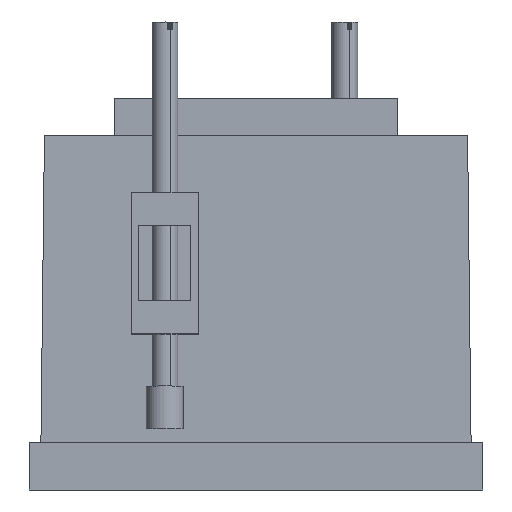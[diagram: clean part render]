
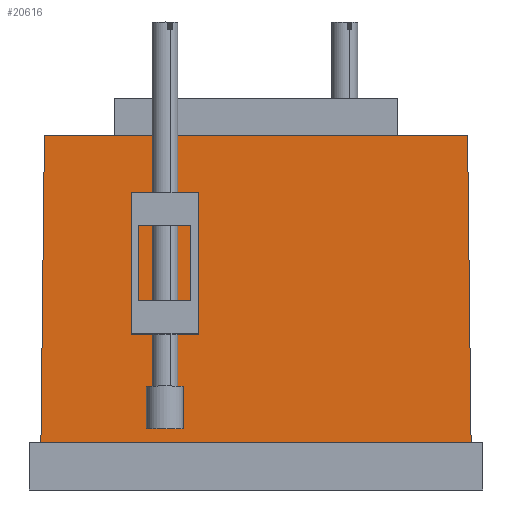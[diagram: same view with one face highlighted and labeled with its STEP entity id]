
A CAD part, left-side view. The second image highlights one B-rep face of the part: STEP entity #20616.
In plain terms, the highlighted planar face has unit normal (-1, 0, 0.011).
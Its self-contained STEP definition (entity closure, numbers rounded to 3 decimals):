
#63 = FACE_BOUND ( 'NONE', #16135, .T. ) ;
#131 = CARTESIAN_POINT ( 'NONE',  ( -45.149, 44.75, -35.1 ) ) ;
#323 = ORIENTED_EDGE ( 'NONE', *, *, #6128, .F. ) ;
#419 = VECTOR ( 'NONE', #10504, 1000. ) ;
#486 = CARTESIAN_POINT ( 'NONE',  ( -44.967, 44.75, -19.1 ) ) ;
#759 = CARTESIAN_POINT ( 'NONE',  ( -44.75, 21., 0. ) ) ;
#1089 = CARTESIAN_POINT ( 'NONE',  ( -45.149, 17., -35.1 ) ) ;
#1588 = CARTESIAN_POINT ( 'NONE',  ( -45.228, 17., -42.1 ) ) ;
#2050 = CARTESIAN_POINT ( 'NONE',  ( -45.489, -44.75, -65. ) ) ;
#2315 = EDGE_CURVE ( 'NONE', #16007, #13508, #19240, .T. ) ;
#2524 = CARTESIAN_POINT ( 'NONE',  ( -44.887, 17., -12.1 ) ) ;
#2684 = VECTOR ( 'NONE', #8980, 1000. ) ;
#3238 = VECTOR ( 'NONE', #13010, 1000. ) ;
#3698 = CARTESIAN_POINT ( 'NONE',  ( -44.75, 17., 0. ) ) ;
#3787 = LINE ( 'NONE', #11245, #3238 ) ;
#4098 = VERTEX_POINT ( 'NONE', #16409 ) ;
#4113 = ORIENTED_EDGE ( 'NONE', *, *, #9505, .T. ) ;
#4150 = VERTEX_POINT ( 'NONE', #1089 ) ;
#4164 = VERTEX_POINT ( 'NONE', #15086 ) ;
#4181 = FACE_OUTER_BOUND ( 'NONE', #5920, .T. ) ;
#4257 = LINE ( 'NONE', #5277, #419 ) ;
#4628 = CARTESIAN_POINT ( 'NONE',  ( -45.489, 45.489, -65. ) ) ;
#5277 = CARTESIAN_POINT ( 'NONE',  ( -44.75, 17., 0. ) ) ;
#5697 = EDGE_CURVE ( 'NONE', #16491, #12234, #6355, .T. ) ;
#5919 = VECTOR ( 'NONE', #16782, 1000. ) ;
#5920 = EDGE_LOOP ( 'NONE', ( #13039, #16341, #20472, #4113 ) ) ;
#6012 = CARTESIAN_POINT ( 'NONE',  ( -44.887, 21., -12.1 ) ) ;
#6126 = VERTEX_POINT ( 'NONE', #19720 ) ;
#6128 = EDGE_CURVE ( 'NONE', #20938, #4164, #22579, .T. ) ;
#6355 = LINE ( 'NONE', #21439, #20941 ) ;
#6375 = DIRECTION ( 'NONE',  ( 0.011, 0.011, 1. ) ) ;
#6616 = VECTOR ( 'NONE', #16088, 1000. ) ;
#6976 = CARTESIAN_POINT ( 'NONE',  ( -44.967, 21., -19.1 ) ) ;
#7430 = ORIENTED_EDGE ( 'NONE', *, *, #20676, .F. ) ;
#8127 = CARTESIAN_POINT ( 'NONE',  ( -44.738, -44.738, 1.017 ) ) ;
#8724 = EDGE_CURVE ( 'NONE', #12234, #19730, #3787, .T. ) ;
#8899 = DIRECTION ( 'NONE',  ( 0., -1., 0. ) ) ;
#8912 = LINE ( 'NONE', #18487, #5919 ) ;
#8980 = DIRECTION ( 'NONE',  ( 0., -1., 0. ) ) ;
#9102 = EDGE_CURVE ( 'NONE', #16491, #4098, #14180, .T. ) ;
#9505 = EDGE_CURVE ( 'NONE', #4098, #19730, #15900, .T. ) ;
#9589 = VECTOR ( 'NONE', #12428, 1000. ) ;
#9596 = ORIENTED_EDGE ( 'NONE', *, *, #16188, .F. ) ;
#9819 = EDGE_CURVE ( 'NONE', #4164, #16007, #17081, .T. ) ;
#10504 = DIRECTION ( 'NONE',  ( 0.011, 0., 1. ) ) ;
#10666 = DIRECTION ( 'NONE',  ( 0.011, 0., 1. ) ) ;
#10865 = VERTEX_POINT ( 'NONE', #11844 ) ;
#11003 = EDGE_CURVE ( 'NONE', #4150, #6126, #17840, .T. ) ;
#11082 = DIRECTION ( 'NONE',  ( -0.011, 0., -1. ) ) ;
#11245 = CARTESIAN_POINT ( 'NONE',  ( -44.75, 44.75, 0. ) ) ;
#11741 = ORIENTED_EDGE ( 'NONE', *, *, #9819, .F. ) ;
#11844 = CARTESIAN_POINT ( 'NONE',  ( -45.228, 21., -42.1 ) ) ;
#12234 = VERTEX_POINT ( 'NONE', #21061 ) ;
#12428 = DIRECTION ( 'NONE',  ( 0., 1., 0. ) ) ;
#12511 = CARTESIAN_POINT ( 'NONE',  ( -44.75, 44.75, 0. ) ) ;
#12594 = PLANE ( 'NONE',  #18638 ) ;
#12694 = FACE_BOUND ( 'NONE', #21855, .T. ) ;
#12789 = DIRECTION ( 'NONE',  ( 0.011, -0.011, 1. ) ) ;
#13010 = DIRECTION ( 'NONE',  ( 0., -1., 0. ) ) ;
#13039 = ORIENTED_EDGE ( 'NONE', *, *, #8724, .F. ) ;
#13046 = EDGE_CURVE ( 'NONE', #13508, #20938, #8912, .T. ) ;
#13132 = ORIENTED_EDGE ( 'NONE', *, *, #11003, .F. ) ;
#13508 = VERTEX_POINT ( 'NONE', #6012 ) ;
#14180 = LINE ( 'NONE', #2050, #2684 ) ;
#14322 = EDGE_CURVE ( 'NONE', #18568, #4150, #4257, .T. ) ;
#14432 = CARTESIAN_POINT ( 'NONE',  ( -44.887, 44.75, -12.1 ) ) ;
#15086 = CARTESIAN_POINT ( 'NONE',  ( -44.967, 17., -19.1 ) ) ;
#15900 = LINE ( 'NONE', #8127, #18383 ) ;
#16007 = VERTEX_POINT ( 'NONE', #2524 ) ;
#16088 = DIRECTION ( 'NONE',  ( 0., -1., 0. ) ) ;
#16111 = DIRECTION ( 'NONE',  ( 0., 1., 0. ) ) ;
#16135 = EDGE_LOOP ( 'NONE', ( #13132, #20110, #9596, #7430 ) ) ;
#16188 = EDGE_CURVE ( 'NONE', #10865, #18568, #20332, .T. ) ;
#16341 = ORIENTED_EDGE ( 'NONE', *, *, #5697, .F. ) ;
#16409 = CARTESIAN_POINT ( 'NONE',  ( -45.489, -45.489, -65. ) ) ;
#16491 = VERTEX_POINT ( 'NONE', #4628 ) ;
#16782 = DIRECTION ( 'NONE',  ( -0.011, 0., -1. ) ) ;
#16797 = LINE ( 'NONE', #759, #19829 ) ;
#17081 = LINE ( 'NONE', #3698, #22050 ) ;
#17224 = ORIENTED_EDGE ( 'NONE', *, *, #13046, .F. ) ;
#17539 = DIRECTION ( 'NONE',  ( 0.011, 0., 1. ) ) ;
#17610 = DIRECTION ( 'NONE',  ( -1., 0., 0.011 ) ) ;
#17686 = CARTESIAN_POINT ( 'NONE',  ( -44.75, -44.75, 0. ) ) ;
#17753 = CARTESIAN_POINT ( 'NONE',  ( -45.228, 44.75, -42.1 ) ) ;
#17840 = LINE ( 'NONE', #131, #9589 ) ;
#18383 = VECTOR ( 'NONE', #6375, 1000. ) ;
#18487 = CARTESIAN_POINT ( 'NONE',  ( -44.75, 21., 0. ) ) ;
#18568 = VERTEX_POINT ( 'NONE', #1588 ) ;
#18638 = AXIS2_PLACEMENT_3D ( 'NONE', #12511, #17610, #17539 ) ;
#19240 = LINE ( 'NONE', #14432, #21750 ) ;
#19720 = CARTESIAN_POINT ( 'NONE',  ( -45.149, 21., -35.1 ) ) ;
#19730 = VERTEX_POINT ( 'NONE', #17686 ) ;
#19829 = VECTOR ( 'NONE', #11082, 1000. ) ;
#20110 = ORIENTED_EDGE ( 'NONE', *, *, #14322, .F. ) ;
#20332 = LINE ( 'NONE', #17753, #21184 ) ;
#20472 = ORIENTED_EDGE ( 'NONE', *, *, #9102, .T. ) ;
#20616 = ADVANCED_FACE ( 'NONE', ( #63, #12694, #4181 ), #12594, .T. ) ;
#20676 = EDGE_CURVE ( 'NONE', #6126, #10865, #16797, .T. ) ;
#20938 = VERTEX_POINT ( 'NONE', #6976 ) ;
#20941 = VECTOR ( 'NONE', #12789, 1000. ) ;
#21061 = CARTESIAN_POINT ( 'NONE',  ( -44.75, 44.75, 0. ) ) ;
#21184 = VECTOR ( 'NONE', #8899, 1000. ) ;
#21439 = CARTESIAN_POINT ( 'NONE',  ( -44.75, 44.75, 0. ) ) ;
#21750 = VECTOR ( 'NONE', #16111, 1000. ) ;
#21855 = EDGE_LOOP ( 'NONE', ( #22241, #11741, #323, #17224 ) ) ;
#22050 = VECTOR ( 'NONE', #10666, 1000. ) ;
#22241 = ORIENTED_EDGE ( 'NONE', *, *, #2315, .F. ) ;
#22579 = LINE ( 'NONE', #486, #6616 ) ;
